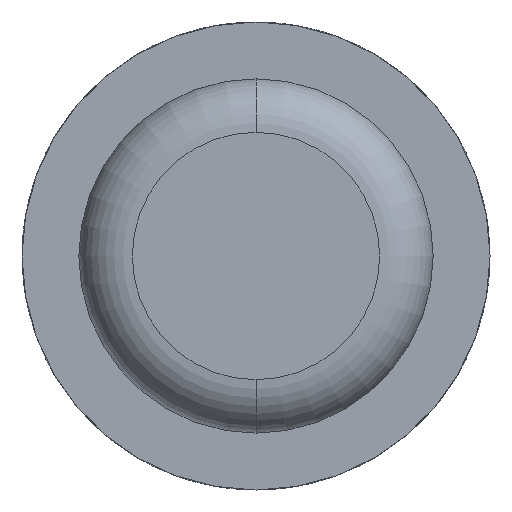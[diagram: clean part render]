
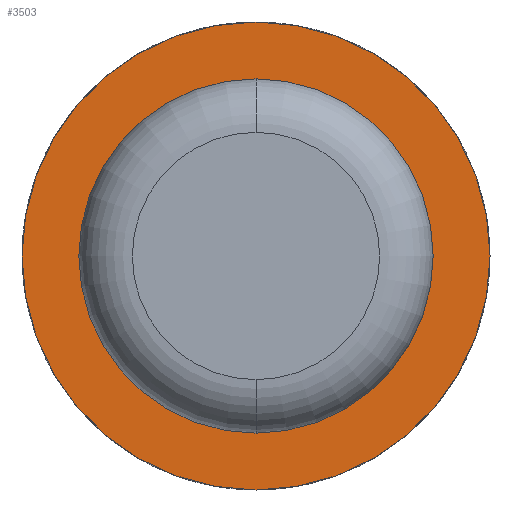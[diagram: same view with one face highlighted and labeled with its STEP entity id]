
A CAD part, front view. The second image highlights one B-rep face of the part: STEP entity #3503.
In plain terms, the highlighted planar face has unit normal (0, -1, 0).
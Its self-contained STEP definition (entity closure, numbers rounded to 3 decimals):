
#43 = CARTESIAN_POINT ( 'NONE',  ( 0., 7.9, -1.75 ) ) ;
#304 = DIRECTION ( 'NONE',  ( 0., 0., -1. ) ) ;
#514 = EDGE_CURVE ( 'Defeature ausgef�hrt1_2+Defeature ausgef�hrt1_3+Defeature ausgef�hrt1_3+Defeature ausgef�hrt1_3', #3664, #4549, #4968, .T. ) ;
#530 = AXIS2_PLACEMENT_3D ( 'NONE', #1090, #1527, #4077 ) ;
#532 = CARTESIAN_POINT ( 'NONE',  ( 0., 7.9, 1.75 ) ) ;
#674 = DIRECTION ( 'NONE',  ( 0., -1., 0. ) ) ;
#864 = VERTEX_POINT ( 'NONE', #1070 ) ;
#1070 = CARTESIAN_POINT ( 'NONE',  ( 0., 7.9, 1.325 ) ) ;
#1090 = CARTESIAN_POINT ( 'NONE',  ( 0., 7.9, 0. ) ) ;
#1154 = EDGE_CURVE ( 'Defeature ausgef�hrt1_1+Defeature ausgef�hrt1_2+Defeature ausgef�hrt1_2+Defeature ausgef�hrt1_2', #864, #5484, #1643, .T. ) ;
#1184 = DIRECTION ( 'NONE',  ( 0., 0., -1. ) ) ;
#1435 = CIRCLE ( 'NONE', #2825, 1.325 ) ;
#1527 = DIRECTION ( 'NONE',  ( 0., -1., 0. ) ) ;
#1594 = DIRECTION ( 'NONE',  ( 0., -1., 0. ) ) ;
#1643 = CIRCLE ( 'NONE', #2150, 1.325 ) ;
#2150 = AXIS2_PLACEMENT_3D ( 'NONE', #2879, #1594, #5002 ) ;
#2410 = CARTESIAN_POINT ( 'NONE',  ( 0., 7.9, 0. ) ) ;
#2414 = CARTESIAN_POINT ( 'NONE',  ( 0., 7.9, -1.325 ) ) ;
#2425 = DIRECTION ( 'NONE',  ( 0., -1., 0. ) ) ;
#2442 = CIRCLE ( 'NONE', #3406, 1.75 ) ;
#2450 = EDGE_CURVE ( 'Defeature ausgef�hrt1_1+Defeature ausgef�hrt1_2+Defeature ausgef�hrt1_2+Defeature ausgef�hrt1_2', #5484, #864, #1435, .T. ) ;
#2468 = EDGE_CURVE ( 'Defeature ausgef�hrt1_2+Defeature ausgef�hrt1_3+Defeature ausgef�hrt1_3+Defeature ausgef�hrt1_3', #4549, #3664, #2442, .T. ) ;
#2825 = AXIS2_PLACEMENT_3D ( 'NONE', #2410, #674, #4547 ) ;
#2863 = PLANE ( 'NONE',  #3063 ) ;
#2879 = CARTESIAN_POINT ( 'NONE',  ( 0., 7.9, 0. ) ) ;
#3063 = AXIS2_PLACEMENT_3D ( 'NONE', #5477, #5414, #1184 ) ;
#3406 = AXIS2_PLACEMENT_3D ( 'NONE', #4569, #2425, #304 ) ;
#3503 = ADVANCED_FACE ( 'Defeature ausgef�hrt1_2', ( #4410, #4680 ), #2863, .T. ) ;
#3664 = VERTEX_POINT ( 'NONE', #43 ) ;
#3760 = EDGE_LOOP ( 'NONE', ( #4267, #4977 ) ) ;
#3763 = ORIENTED_EDGE ( 'NONE', *, *, #1154, .F. ) ;
#4073 = EDGE_LOOP ( 'NONE', ( #4497, #3763 ) ) ;
#4077 = DIRECTION ( 'NONE',  ( 0., 0., -1. ) ) ;
#4267 = ORIENTED_EDGE ( 'NONE', *, *, #514, .T. ) ;
#4410 = FACE_OUTER_BOUND ( 'NONE', #3760, .T. ) ;
#4497 = ORIENTED_EDGE ( 'NONE', *, *, #2450, .F. ) ;
#4547 = DIRECTION ( 'NONE',  ( 0., 0., -1. ) ) ;
#4549 = VERTEX_POINT ( 'NONE', #532 ) ;
#4569 = CARTESIAN_POINT ( 'NONE',  ( 0., 7.9, 0. ) ) ;
#4680 = FACE_BOUND ( 'NONE', #4073, .T. ) ;
#4968 = CIRCLE ( 'NONE', #530, 1.75 ) ;
#4977 = ORIENTED_EDGE ( 'NONE', *, *, #2468, .T. ) ;
#5002 = DIRECTION ( 'NONE',  ( 0., 0., -1. ) ) ;
#5414 = DIRECTION ( 'NONE',  ( 0., -1., 0. ) ) ;
#5477 = CARTESIAN_POINT ( 'NONE',  ( 1.325, 7.9, 0. ) ) ;
#5484 = VERTEX_POINT ( 'NONE', #2414 ) ;
